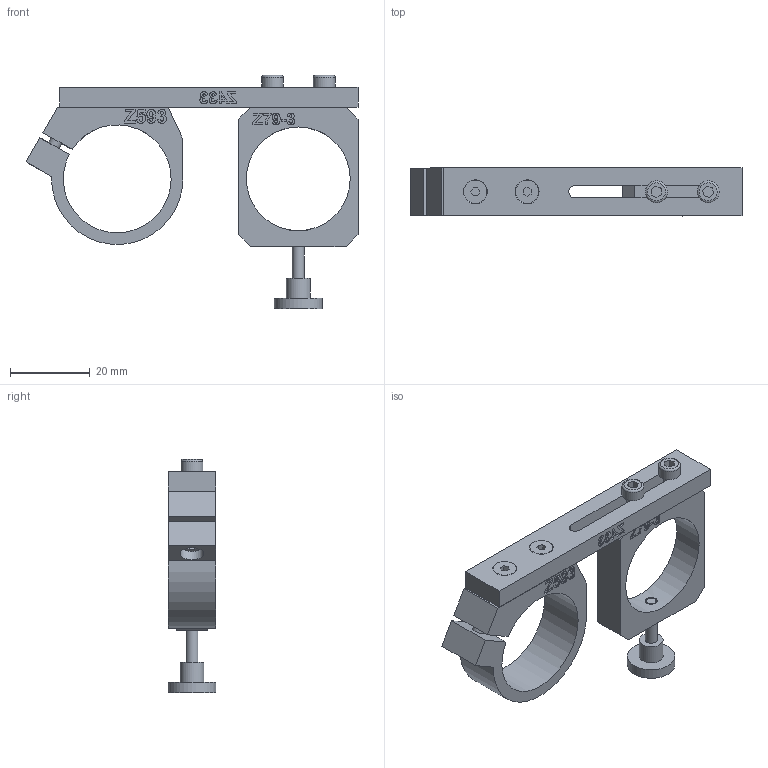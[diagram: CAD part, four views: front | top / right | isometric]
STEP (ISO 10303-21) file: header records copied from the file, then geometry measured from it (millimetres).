
FILE_DESCRIPTION(/* description */ ('Unknown','CAx-IF Rec.Pracs.---Representation and Presentation of Product Manufacturing Information (PMI)---4.0---2014-10-13','CAx-IF Rec.Pracs.---3D Tessellated Geometry---0.4---2014-09-14','2;1'),/* implementation_level */ '2;1');
FILE_NAME(/* name */ '990138-04_Kartuschenhalter_Ecopen450_30cc',/* time_stamp */ '2021-01-19T09:34:03+01:00',/* author */ ('Unknown'),/* organization */ ('Unknown'),/* preprocessor_version */ 'ST-DEVELOPER v16.7',/* originating_system */ 'Solid Edge',/* authorisation */ 'Unknown');
FILE_SCHEMA (('AP242_MANAGED_MODEL_BASED_3D_ENGINEERING_MIM_LF { 1 0 10303 442 1 1 4 }'));
Length unit declared in the file: millimetre
Products named in the file (8): 990138-04_Kartuschenhalter_Ecopen450_30cc; Z593; Z433_mir2; Z79-3; Rändelschraube M3x12; DIN7991 M3 x 10; DIN912 M3 x 12; DIN912 M3 x 10
Assembly tree (9 placements, depth 2):
  990138-04_Kartuschenhalter_Ecopen450_30cc
    Z593
    Z433_mir2
    Z79-3
    Rändelschraube M3x12
    DIN7991 M3 x 10  x2
    DIN912 M3 x 12
    DIN912 M3 x 10  x2
Bounding box: 83.42 x 12 x 58.6 mm (x, y, z)
Volume: 14047.2 mm3; surface area: 10997.3 mm2
Topology: 9 solids, 9 shells, 274 faces, 672 edges, 447 vertices
Faces by surface type: plane 197, bspline 35, cylinder 30, cone 9, torus 3
Full cylindrical faces by diameter (mm): 2.459 x6, 3 x6, 3.2 x3, 5.5 x3, 5.8 x2, 6 x4, 12 x1, 26.1 x1
Entity records: 10573 total; most frequent: CARTESIAN_POINT 3156, ORIENTED_EDGE 1136, DIRECTION 989, EDGE_CURVE 568, LINE 441, VECTOR 441, VERTEX_POINT 397, EDGE_LOOP 331
